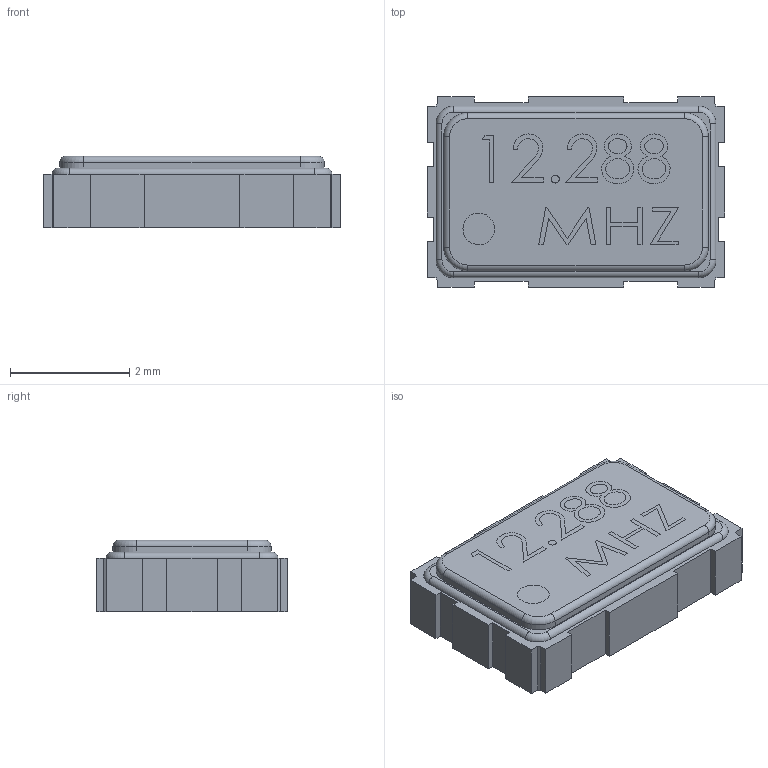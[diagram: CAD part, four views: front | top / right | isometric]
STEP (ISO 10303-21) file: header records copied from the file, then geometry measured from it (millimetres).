
FILE_DESCRIPTION (( 'STEP AP214' ), '1' );
FILE_NAME ('OSC5023.STEP', '2017-11-16T11:51:51', ( '64' ), ( '' ), 'SwSTEP 2.0', 'SolidWorks 2014', '' );
FILE_SCHEMA (( 'AUTOMOTIVE_DESIGN' ));
Length unit declared in the file: millimetre
Products named in the file (2): OSC5023
Bounding box: 5 x 3.2 x 1.2 mm (x, y, z)
Volume: 17.4 mm3; surface area: 49.8 mm2
Topology: 1 solids, 1 shells, 90 faces, 313 edges, 241 vertices
Faces by surface type: plane 70, cylinder 12, torus 8
Entity records: 5196 total; most frequent: CARTESIAN_POINT 1442, ORIENTED_EDGE 626, DIRECTION 479, EDGE_CURVE 313, VERTEX_POINT 241, VECTOR 223, LINE 223, AXIS2_PLACEMENT_3D 128
